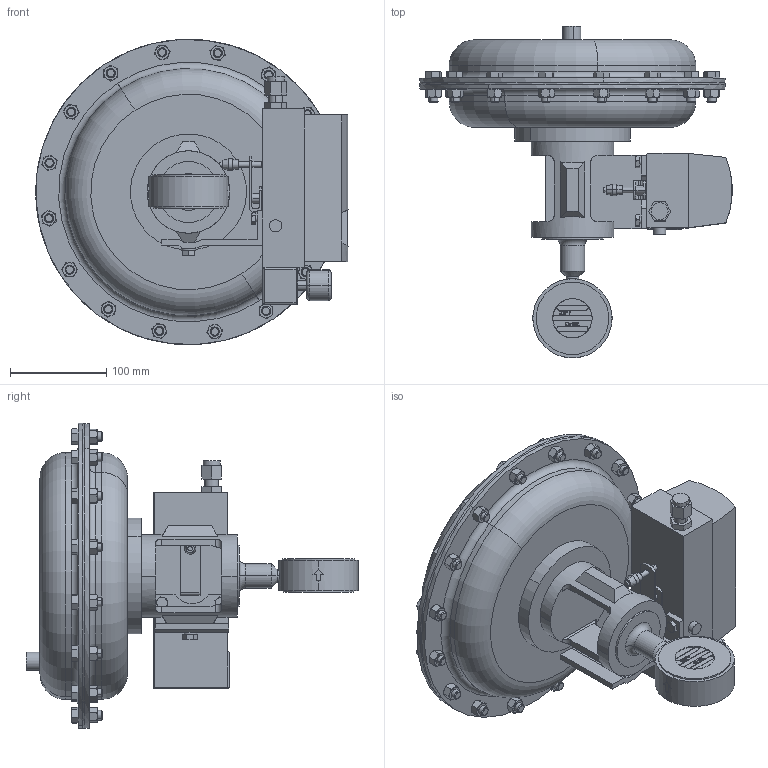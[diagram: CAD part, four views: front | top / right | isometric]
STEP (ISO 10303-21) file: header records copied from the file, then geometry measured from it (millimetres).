
FILE_DESCRIPTION (( 'STEP AP203' ), '1' );
FILE_NAME ('75SP-150-CB+SB-I3-55M-16IQ.step', '2017-10-27T12:44:25', ( '' ), ( '' ), 'SwSTEP 2.0', 'SolidWorks 2014', '' );
FILE_SCHEMA (( 'CONFIG_CONTROL_DESIGN' ));
Length unit declared in the file: inch
Products named in the file (1): 75SP-150-CB+SB-I3-55M-16IQ
Bounding box: 324.83 x 345.19 x 317.34 mm (x, y, z)
Volume: 6707600.2 mm3; surface area: 394528.2 mm2
Topology: 1 solids, 1 shells, 1033 faces, 2421 edges, 1479 vertices
Faces by surface type: plane 466, cone 340, cylinder 150, bspline 57, torus 18, sphere 2
Entity records: 36520 total; most frequent: CARTESIAN_POINT 14041, ORIENTED_EDGE 4834, DIRECTION 4299, EDGE_CURVE 2417, AXIS2_PLACEMENT_3D 1657, VERTEX_POINT 1479, EDGE_LOOP 1134, FACE_OUTER_BOUND 1033
